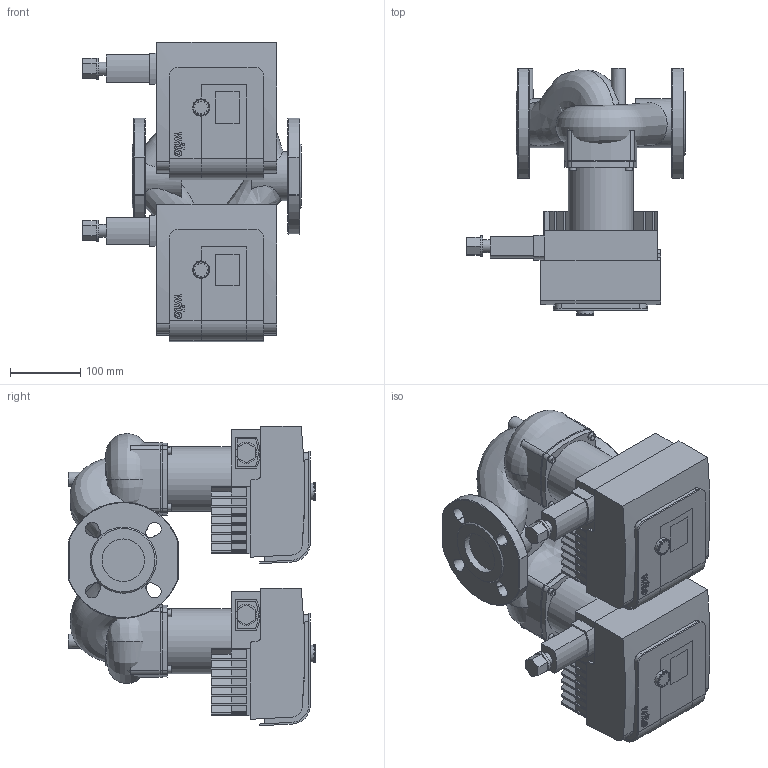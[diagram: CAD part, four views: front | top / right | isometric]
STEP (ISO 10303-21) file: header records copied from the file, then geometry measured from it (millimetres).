
FILE_DESCRIPTION(/* description */ (''),/* implementation_level */ '2;1');
FILE_NAME(/* name */ '3d_StratosMAXO-D50_0_5-6PN6_10-2164652.stp',/* time_stamp */ '2017-09-25T15:05:46+02:00',/* author */ ('Andrzej'),/* organization */ (''),/* preprocessor_version */ 'ST-DEVELOPER v16.13',/* originating_system */ 'AutoCAD Mechanical',/* authorisation */ '');
FILE_SCHEMA (('AUTOMOTIVE_DESIGN { 1 0 10303 214 3 1 1 }'));
Products named in the file (1): Product
Bounding box: 310 x 351 x 425 mm (x, y, z)
Volume: 12986187.4 mm3; surface area: 1204984.3 mm2
Topology: 29 solids, 29 shells, 1437 faces, 3687 edges, 2277 vertices
Faces by surface type: plane 747, cylinder 421, sphere 112, torus 80, bspline 59, cone 18
Full cylindrical faces by diameter (mm): 10 x11, 18 x3, 20 x2, 24 x2, 30 x2, 60.3 x2, 69.345 x2, 92 x2
Entity records: 64517 total; most frequent: CARTESIAN_POINT 29943, ORIENTED_EDGE 7168, DIRECTION 7155, EDGE_CURVE 3584, AXIS2_PLACEMENT_3D 2415, LINE 2325, VECTOR 2325, VERTEX_POINT 2266
